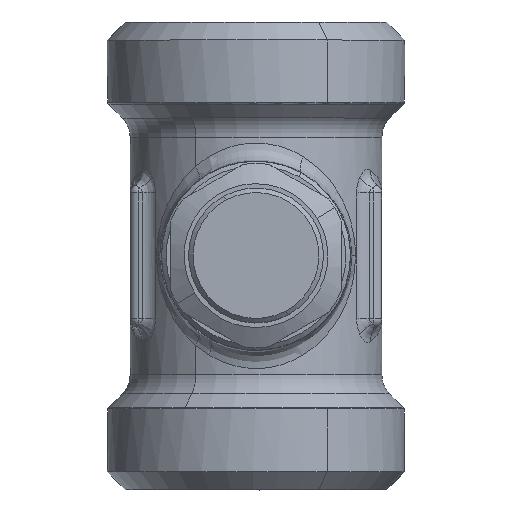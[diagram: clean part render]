
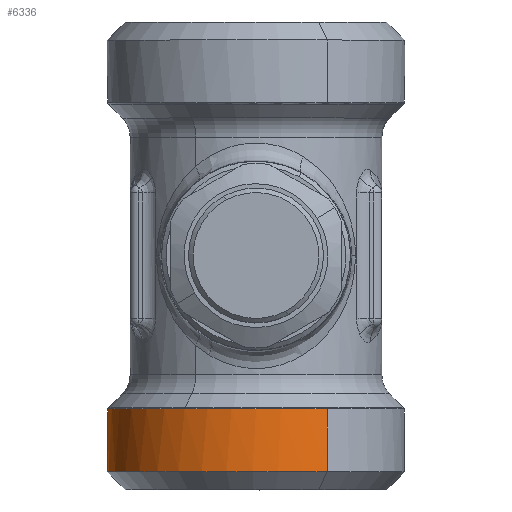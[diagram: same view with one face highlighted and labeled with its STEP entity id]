
A CAD part, top view. The second image highlights one B-rep face of the part: STEP entity #6336.
In plain terms, the highlighted cylindrical face has radius 16.55 mm (diameter 33.1 mm), a partial arc.
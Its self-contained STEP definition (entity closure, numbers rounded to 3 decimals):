
#4997=CARTESIAN_POINT('Vertex',(-7.934,-24.,-14.524)) ;
#5004=CARTESIAN_POINT('Vertex',(7.934,-24.,14.524)) ;
#5026=CARTESIAN_POINT('Axis2P3D Location',(0.,-24.,0.)) ;
#6278=CARTESIAN_POINT('Axis2P3D Location',(0.,0.,0.)) ;
#6283=CARTESIAN_POINT('Line Origine',(7.934,0.,14.524)) ;
#6287=CARTESIAN_POINT('Vertex',(7.934,-17.015,14.524)) ;
#6290=CARTESIAN_POINT('Line Origine',(-7.934,0.,-14.524)) ;
#6294=CARTESIAN_POINT('Vertex',(-7.934,-17.015,-14.524)) ;
#6317=CARTESIAN_POINT('Axis2P3D Location',(0.,-17.015,0.)) ;
#6321=CARTESIAN_POINT('Vertex',(-7.934,-17.015,14.524)) ;
#6324=CARTESIAN_POINT('Axis2P3D Location',(0.,-17.015,0.)) ;
#6285=VECTOR('Line Direction',#6284,1.) ;
#6292=VECTOR('Line Direction',#6291,1.) ;
#5027=DIRECTION('Axis2P3D Direction',(0.,1.,0.)) ;
#6279=DIRECTION('Axis2P3D Direction',(0.,1.,0.)) ;
#6280=DIRECTION('Axis2P3D XDirection',(0.479,-0.,0.878)) ;
#6284=DIRECTION('Vector Direction',(0.,1.,0.)) ;
#6291=DIRECTION('Vector Direction',(0.,1.,0.)) ;
#6318=DIRECTION('Axis2P3D Direction',(0.,1.,0.)) ;
#6325=DIRECTION('Axis2P3D Direction',(0.,1.,0.)) ;
#5028=AXIS2_PLACEMENT_3D('Circle Axis2P3D',#5026,#5027,$) ;
#6281=AXIS2_PLACEMENT_3D('Cylinder Axis2P3D',#6278,#6279,#6280) ;
#6319=AXIS2_PLACEMENT_3D('Circle Axis2P3D',#6317,#6318,$) ;
#6326=AXIS2_PLACEMENT_3D('Circle Axis2P3D',#6324,#6325,$) ;
#6286=LINE('Line',#6283,#6285) ;
#6293=LINE('Line',#6290,#6292) ;
#5029=CIRCLE('generated circle',#5028,16.55) ;
#6320=CIRCLE('generated circle',#6319,16.55) ;
#6327=CIRCLE('generated circle',#6326,16.55) ;
#6282=CYLINDRICAL_SURFACE('generated cylinder',#6281,16.55) ;
#5030=EDGE_CURVE('',#4998,#5005,#5029,.T.) ;
#6289=EDGE_CURVE('',#5005,#6288,#6286,.T.) ;
#6296=EDGE_CURVE('',#4998,#6295,#6293,.T.) ;
#6323=EDGE_CURVE('',#6322,#6288,#6320,.T.) ;
#6328=EDGE_CURVE('',#6295,#6322,#6327,.T.) ;
#6330=ORIENTED_EDGE('',*,*,#6296,.F.) ;
#6331=ORIENTED_EDGE('',*,*,#5030,.T.) ;
#6332=ORIENTED_EDGE('',*,*,#6289,.T.) ;
#6333=ORIENTED_EDGE('',*,*,#6323,.F.) ;
#6334=ORIENTED_EDGE('',*,*,#6328,.F.) ;
#6329=EDGE_LOOP('',(#6330,#6331,#6332,#6333,#6334)) ;
#4998=VERTEX_POINT('',#4997) ;
#5005=VERTEX_POINT('',#5004) ;
#6288=VERTEX_POINT('',#6287) ;
#6295=VERTEX_POINT('',#6294) ;
#6322=VERTEX_POINT('',#6321) ;
#6336=ADVANCED_FACE('PartBody',(#6335),#6282,.T.) ;
#6335=FACE_OUTER_BOUND('',#6329,.T.) ;
